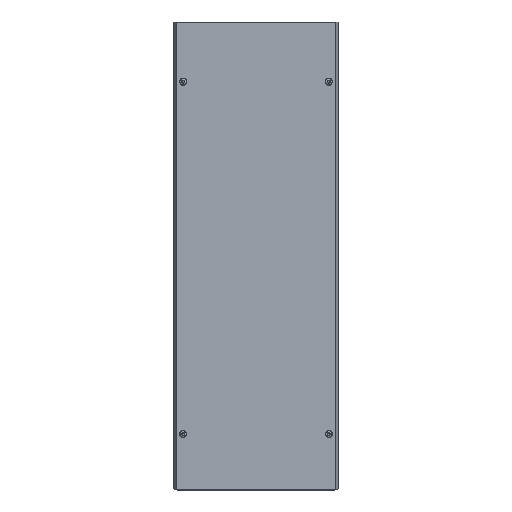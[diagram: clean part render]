
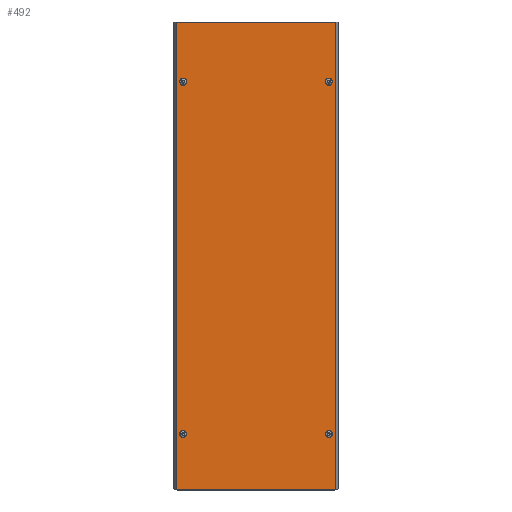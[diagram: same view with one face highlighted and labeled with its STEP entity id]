
A CAD part, top view. The second image highlights one B-rep face of the part: STEP entity #492.
In plain terms, the highlighted planar face has unit normal (0, 0, 1).
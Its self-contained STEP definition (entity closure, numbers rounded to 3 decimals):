
#8 = DIRECTION ( 'NONE',  ( 0., -1., 0. ) ) ;
#19 = DIRECTION ( 'NONE',  ( 1., 0., 0. ) ) ;
#30 = CARTESIAN_POINT ( 'NONE',  ( 147.309, -375., 0. ) ) ;
#37 = CARTESIAN_POINT ( 'NONE',  ( 162.691, 375., 0. ) ) ;
#44 = DIRECTION ( 'NONE',  ( 0., 0., -1. ) ) ;
#45 = CARTESIAN_POINT ( 'NONE',  ( 147.309, 375., 0. ) ) ;
#119 = CIRCLE ( 'NONE', #722, 7.691 ) ;
#130 = EDGE_CURVE ( 'NONE', #1881, #4723, #3606, .T. ) ;
#199 = VERTEX_POINT ( 'NONE', #4231 ) ;
#201 = CIRCLE ( 'NONE', #2438, 7.691 ) ;
#226 = ORIENTED_EDGE ( 'NONE', *, *, #1713, .T. ) ;
#376 = VECTOR ( 'NONE', #1532, 1000. ) ;
#393 = DIRECTION ( 'NONE',  ( -1., 0., 0. ) ) ;
#450 = CARTESIAN_POINT ( 'NONE',  ( 169.741, 0., 0. ) ) ;
#492 = ADVANCED_FACE ( 'NONE', ( #1165, #4741, #1526, #4794, #723 ), #5183, .T. ) ;
#524 = EDGE_LOOP ( 'NONE', ( #1360, #226 ) ) ;
#572 = EDGE_CURVE ( 'NONE', #1373, #2298, #2790, .T. ) ;
#585 = ORIENTED_EDGE ( 'NONE', *, *, #2292, .F. ) ;
#603 = ORIENTED_EDGE ( 'NONE', *, *, #3701, .T. ) ;
#659 = EDGE_CURVE ( 'NONE', #4753, #199, #3417, .T. ) ;
#697 = DIRECTION ( 'NONE',  ( -1., 0., 0. ) ) ;
#722 = AXIS2_PLACEMENT_3D ( 'NONE', #2960, #4964, #1792 ) ;
#723 = FACE_OUTER_BOUND ( 'NONE', #2746, .T. ) ;
#778 = CARTESIAN_POINT ( 'NONE',  ( -155., -375., 0. ) ) ;
#959 = VERTEX_POINT ( 'NONE', #4869 ) ;
#983 = ORIENTED_EDGE ( 'NONE', *, *, #572, .T. ) ;
#1165 = FACE_BOUND ( 'NONE', #3636, .T. ) ;
#1193 = AXIS2_PLACEMENT_3D ( 'NONE', #3395, #44, #5018 ) ;
#1213 = DIRECTION ( 'NONE',  ( 0., 0., -1. ) ) ;
#1215 = CARTESIAN_POINT ( 'NONE',  ( 155., -375., 0. ) ) ;
#1220 = CARTESIAN_POINT ( 'NONE',  ( -174.94, -492.6, 0. ) ) ;
#1348 = CARTESIAN_POINT ( 'NONE',  ( -147.309, 375., 0. ) ) ;
#1360 = ORIENTED_EDGE ( 'NONE', *, *, #4796, .T. ) ;
#1373 = VERTEX_POINT ( 'NONE', #4827 ) ;
#1416 = AXIS2_PLACEMENT_3D ( 'NONE', #3542, #5240, #4426 ) ;
#1470 = DIRECTION ( 'NONE',  ( 0., 0., -1. ) ) ;
#1526 = FACE_BOUND ( 'NONE', #524, .T. ) ;
#1529 = DIRECTION ( 'NONE',  ( -1., 0., 0. ) ) ;
#1532 = DIRECTION ( 'NONE',  ( -1., 0., 0. ) ) ;
#1534 = ORIENTED_EDGE ( 'NONE', *, *, #659, .T. ) ;
#1535 = VECTOR ( 'NONE', #5041, 1000. ) ;
#1565 = VECTOR ( 'NONE', #8, 1000. ) ;
#1631 = EDGE_CURVE ( 'NONE', #3436, #3320, #1645, .T. ) ;
#1645 = LINE ( 'NONE', #450, #4385 ) ;
#1672 = EDGE_CURVE ( 'NONE', #199, #4753, #4716, .T. ) ;
#1679 = CARTESIAN_POINT ( 'NONE',  ( -167.57, -492.6, 0. ) ) ;
#1699 = DIRECTION ( 'NONE',  ( 0., 0., -1. ) ) ;
#1713 = EDGE_CURVE ( 'NONE', #4709, #3799, #5223, .T. ) ;
#1725 = CIRCLE ( 'NONE', #4333, 7.691 ) ;
#1742 = ORIENTED_EDGE ( 'NONE', *, *, #3444, .T. ) ;
#1747 = CIRCLE ( 'NONE', #4782, 7.691 ) ;
#1764 = EDGE_LOOP ( 'NONE', ( #3142, #983 ) ) ;
#1792 = DIRECTION ( 'NONE',  ( -1., 0., 0. ) ) ;
#1831 = CARTESIAN_POINT ( 'NONE',  ( 162.691, -375., 0. ) ) ;
#1866 = CARTESIAN_POINT ( 'NONE',  ( -155., 375., 0. ) ) ;
#1881 = VERTEX_POINT ( 'NONE', #5282 ) ;
#2009 = CARTESIAN_POINT ( 'NONE',  ( 169.741, -492.6, 0. ) ) ;
#2096 = LINE ( 'NONE', #2149, #4427 ) ;
#2149 = CARTESIAN_POINT ( 'NONE',  ( -174.94, -492.6, 0. ) ) ;
#2247 = VERTEX_POINT ( 'NONE', #30 ) ;
#2292 = EDGE_CURVE ( 'NONE', #959, #4723, #4565, .T. ) ;
#2298 = VERTEX_POINT ( 'NONE', #1348 ) ;
#2320 = DIRECTION ( 'NONE',  ( -1., 0., 0. ) ) ;
#2423 = DIRECTION ( 'NONE',  ( 1., 0., 0. ) ) ;
#2431 = CARTESIAN_POINT ( 'NONE',  ( 155., 375., 0. ) ) ;
#2438 = AXIS2_PLACEMENT_3D ( 'NONE', #2690, #4800, #2320 ) ;
#2442 = DIRECTION ( 'NONE',  ( 0., 0., -1. ) ) ;
#2495 = CARTESIAN_POINT ( 'NONE',  ( -155., -375., 0. ) ) ;
#2510 = CARTESIAN_POINT ( 'NONE',  ( 167.57, -492.6, 0. ) ) ;
#2545 = ORIENTED_EDGE ( 'NONE', *, *, #4915, .T. ) ;
#2690 = CARTESIAN_POINT ( 'NONE',  ( 155., -375., 0. ) ) ;
#2746 = EDGE_LOOP ( 'NONE', ( #2754, #603, #3037, #585, #3366, #3999 ) ) ;
#2754 = ORIENTED_EDGE ( 'NONE', *, *, #4947, .T. ) ;
#2790 = CIRCLE ( 'NONE', #4355, 7.691 ) ;
#2906 = LINE ( 'NONE', #4467, #1565 ) ;
#2960 = CARTESIAN_POINT ( 'NONE',  ( -155., 375., 0. ) ) ;
#2990 = VERTEX_POINT ( 'NONE', #5173 ) ;
#3037 = ORIENTED_EDGE ( 'NONE', *, *, #130, .T. ) ;
#3141 = LINE ( 'NONE', #4772, #376 ) ;
#3142 = ORIENTED_EDGE ( 'NONE', *, *, #4874, .T. ) ;
#3320 = VERTEX_POINT ( 'NONE', #4290 ) ;
#3347 = DIRECTION ( 'NONE',  ( -1., 0., 0. ) ) ;
#3366 = ORIENTED_EDGE ( 'NONE', *, *, #3487, .T. ) ;
#3395 = CARTESIAN_POINT ( 'NONE',  ( 155., 375., 0. ) ) ;
#3417 = CIRCLE ( 'NONE', #4176, 7.691 ) ;
#3436 = VERTEX_POINT ( 'NONE', #2009 ) ;
#3444 = EDGE_CURVE ( 'NONE', #2247, #4764, #1725, .T. ) ;
#3487 = EDGE_CURVE ( 'NONE', #959, #3436, #2096, .T. ) ;
#3542 = CARTESIAN_POINT ( 'NONE',  ( 0., 0., 0. ) ) ;
#3606 = LINE ( 'NONE', #1220, #3765 ) ;
#3636 = EDGE_LOOP ( 'NONE', ( #1534, #3929 ) ) ;
#3701 = EDGE_CURVE ( 'NONE', #2990, #1881, #2906, .T. ) ;
#3765 = VECTOR ( 'NONE', #2423, 1000. ) ;
#3799 = VERTEX_POINT ( 'NONE', #37 ) ;
#3929 = ORIENTED_EDGE ( 'NONE', *, *, #1672, .T. ) ;
#3999 = ORIENTED_EDGE ( 'NONE', *, *, #1631, .T. ) ;
#4176 = AXIS2_PLACEMENT_3D ( 'NONE', #778, #1213, #5292 ) ;
#4193 = DIRECTION ( 'NONE',  ( 0., 1., 0. ) ) ;
#4208 = EDGE_LOOP ( 'NONE', ( #2545, #1742 ) ) ;
#4231 = CARTESIAN_POINT ( 'NONE',  ( -162.691, -375., 0. ) ) ;
#4290 = CARTESIAN_POINT ( 'NONE',  ( 169.741, 501.9, 0. ) ) ;
#4333 = AXIS2_PLACEMENT_3D ( 'NONE', #1215, #2442, #1529 ) ;
#4355 = AXIS2_PLACEMENT_3D ( 'NONE', #1866, #1470, #697 ) ;
#4385 = VECTOR ( 'NONE', #4193, 1000. ) ;
#4426 = DIRECTION ( 'NONE',  ( 1., 0., 0. ) ) ;
#4427 = VECTOR ( 'NONE', #19, 1000. ) ;
#4467 = CARTESIAN_POINT ( 'NONE',  ( -169.741, 0., 0. ) ) ;
#4565 = LINE ( 'NONE', #2510, #1535 ) ;
#4709 = VERTEX_POINT ( 'NONE', #45 ) ;
#4716 = CIRCLE ( 'NONE', #5053, 7.691 ) ;
#4723 = VERTEX_POINT ( 'NONE', #1679 ) ;
#4741 = FACE_BOUND ( 'NONE', #4208, .T. ) ;
#4753 = VERTEX_POINT ( 'NONE', #5121 ) ;
#4764 = VERTEX_POINT ( 'NONE', #1831 ) ;
#4772 = CARTESIAN_POINT ( 'NONE',  ( -174.94, 501.9, 0. ) ) ;
#4782 = AXIS2_PLACEMENT_3D ( 'NONE', #2431, #5205, #393 ) ;
#4794 = FACE_BOUND ( 'NONE', #1764, .T. ) ;
#4796 = EDGE_CURVE ( 'NONE', #3799, #4709, #1747, .T. ) ;
#4800 = DIRECTION ( 'NONE',  ( 0., 0., -1. ) ) ;
#4827 = CARTESIAN_POINT ( 'NONE',  ( -162.691, 375., 0. ) ) ;
#4869 = CARTESIAN_POINT ( 'NONE',  ( 167.57, -492.6, 0. ) ) ;
#4874 = EDGE_CURVE ( 'NONE', #2298, #1373, #119, .T. ) ;
#4915 = EDGE_CURVE ( 'NONE', #4764, #2247, #201, .T. ) ;
#4947 = EDGE_CURVE ( 'NONE', #3320, #2990, #3141, .T. ) ;
#4964 = DIRECTION ( 'NONE',  ( 0., 0., -1. ) ) ;
#5018 = DIRECTION ( 'NONE',  ( -1., 0., 0. ) ) ;
#5041 = DIRECTION ( 'NONE',  ( -1., 0., 0. ) ) ;
#5053 = AXIS2_PLACEMENT_3D ( 'NONE', #2495, #1699, #3347 ) ;
#5121 = CARTESIAN_POINT ( 'NONE',  ( -147.309, -375., 0. ) ) ;
#5173 = CARTESIAN_POINT ( 'NONE',  ( -169.741, 501.9, 0. ) ) ;
#5183 = PLANE ( 'NONE',  #1416 ) ;
#5205 = DIRECTION ( 'NONE',  ( 0., 0., -1. ) ) ;
#5223 = CIRCLE ( 'NONE', #1193, 7.691 ) ;
#5240 = DIRECTION ( 'NONE',  ( 0., 0., 1. ) ) ;
#5282 = CARTESIAN_POINT ( 'NONE',  ( -169.741, -492.6, 0. ) ) ;
#5292 = DIRECTION ( 'NONE',  ( -1., 0., 0. ) ) ;
